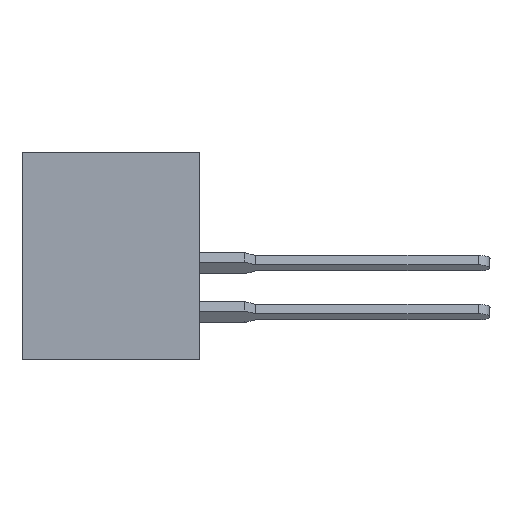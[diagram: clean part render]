
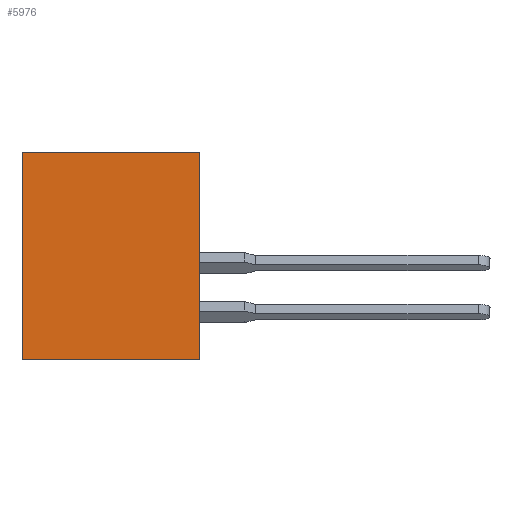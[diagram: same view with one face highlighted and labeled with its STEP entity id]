
A CAD part, left-side view. The second image highlights one B-rep face of the part: STEP entity #5976.
In plain terms, the highlighted planar face has unit normal (-1, 0, 0).
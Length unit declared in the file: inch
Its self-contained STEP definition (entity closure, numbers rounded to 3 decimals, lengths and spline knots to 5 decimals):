
#1252 = AXIS2_PLACEMENT_3D ( 'NONE', #19294, #13407, #17937 ) ;
#1350 = EDGE_CURVE ( 'NONE', #18230, #4164, #14435, .T. ) ;
#2401 = ORIENTED_EDGE ( 'NONE', *, *, #8904, .T. ) ;
#3602 = LINE ( 'NONE', #4274, #5018 ) ;
#4164 = VERTEX_POINT ( 'NONE', #9623 ) ;
#4185 = VECTOR ( 'NONE', #14353, 39.37008 ) ;
#4274 = CARTESIAN_POINT ( 'NONE',  ( 0., 0.453, 0. ) ) ;
#4639 = EDGE_CURVE ( 'NONE', #17730, #4164, #3602, .T. ) ;
#5018 = VECTOR ( 'NONE', #16338, 39.37008 ) ;
#5274 = CARTESIAN_POINT ( 'NONE',  ( 0., 0., -0.531 ) ) ;
#5775 = VECTOR ( 'NONE', #14423, 39.37008 ) ;
#5976 = ADVANCED_FACE ( 'NONE', ( #9401 ), #7530, .F. ) ;
#6497 = CARTESIAN_POINT ( 'NONE',  ( 0., 0.453, 0. ) ) ;
#6652 = ORIENTED_EDGE ( 'NONE', *, *, #12689, .F. ) ;
#7530 = PLANE ( 'NONE',  #1252 ) ;
#8521 = CARTESIAN_POINT ( 'NONE',  ( 0., 0., 0. ) ) ;
#8904 = EDGE_CURVE ( 'NONE', #17495, #18230, #15050, .T. ) ;
#9401 = FACE_OUTER_BOUND ( 'NONE', #11956, .T. ) ;
#9623 = CARTESIAN_POINT ( 'NONE',  ( 0., 0., 0. ) ) ;
#9904 = VECTOR ( 'NONE', #18400, 39.37008 ) ;
#10019 = CARTESIAN_POINT ( 'NONE',  ( 0., 0.453, -0.531 ) ) ;
#11956 = EDGE_LOOP ( 'NONE', ( #15351, #14375, #6652, #2401 ) ) ;
#12689 = EDGE_CURVE ( 'NONE', #17495, #17730, #17805, .T. ) ;
#13407 = DIRECTION ( 'NONE',  ( 1., 0., 0. ) ) ;
#14353 = DIRECTION ( 'NONE',  ( 0., 0., 1. ) ) ;
#14375 = ORIENTED_EDGE ( 'NONE', *, *, #4639, .F. ) ;
#14423 = DIRECTION ( 'NONE',  ( 0., -1., 0. ) ) ;
#14435 = LINE ( 'NONE', #8521, #4185 ) ;
#14450 = CARTESIAN_POINT ( 'NONE',  ( 0., 0.453, 0. ) ) ;
#15050 = LINE ( 'NONE', #10019, #5775 ) ;
#15351 = ORIENTED_EDGE ( 'NONE', *, *, #1350, .T. ) ;
#16338 = DIRECTION ( 'NONE',  ( 0., -1., 0. ) ) ;
#16747 = CARTESIAN_POINT ( 'NONE',  ( 0., 0.453, -0.531 ) ) ;
#17495 = VERTEX_POINT ( 'NONE', #16747 ) ;
#17730 = VERTEX_POINT ( 'NONE', #14450 ) ;
#17805 = LINE ( 'NONE', #6497, #9904 ) ;
#17937 = DIRECTION ( 'NONE',  ( 0., 0., -1. ) ) ;
#18230 = VERTEX_POINT ( 'NONE', #5274 ) ;
#18400 = DIRECTION ( 'NONE',  ( 0., 0., 1. ) ) ;
#19294 = CARTESIAN_POINT ( 'NONE',  ( 0., 0.453, 0. ) ) ;
